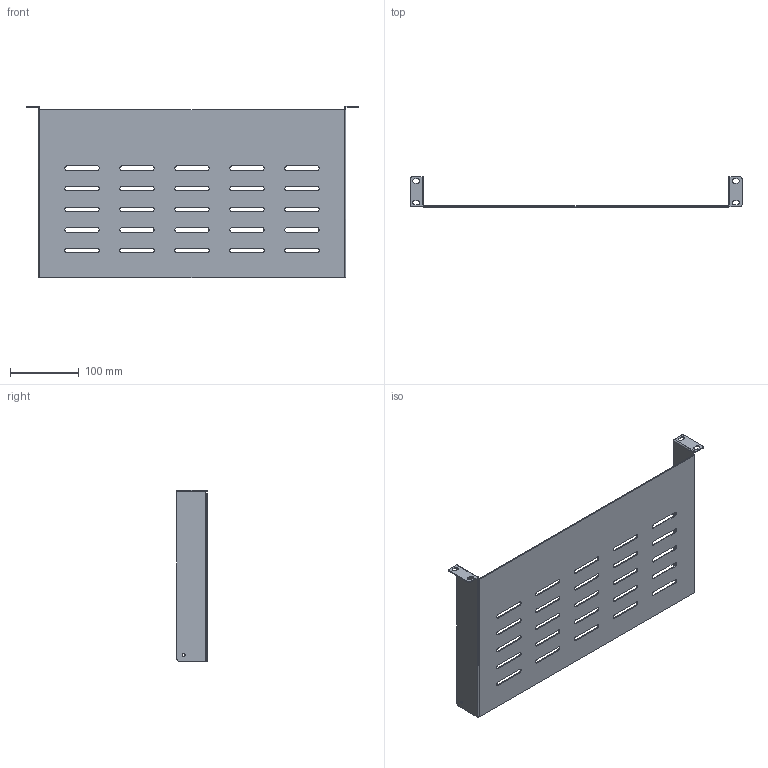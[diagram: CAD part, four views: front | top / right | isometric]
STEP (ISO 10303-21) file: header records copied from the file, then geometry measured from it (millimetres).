
FILE_DESCRIPTION (( 'STEP AP214' ), '1' );
FILE_NAME ('LC-SW2P1USH250NP2-W_LC_3D.step', '2023-06-23T21:33:31', ( '' ), ( '' ), 'SwSTEP 2.0', 'SolidWorks 2022', '' );
FILE_SCHEMA (( 'AUTOMOTIVE_DESIGN' ));
Length unit declared in the file: millimetre
Products named in the file (1): LC-SW2P1USH250NP2-W_LC_3D
Bounding box: 483 x 44 x 250 mm (x, y, z)
Volume: 185668.2 mm3; surface area: 254256.1 mm2
Topology: 1 solids, 1 shells, 178 faces, 500 edges, 324 vertices
Faces by surface type: plane 96, cylinder 82
Entity records: 8872 total; most frequent: CARTESIAN_POINT 4609, ORIENTED_EDGE 1000, DIRECTION 634, EDGE_CURVE 500, VERTEX_POINT 324, B_SPLINE_CURVE_WITH_KNOTS 248, EDGE_LOOP 240, LINE 228
